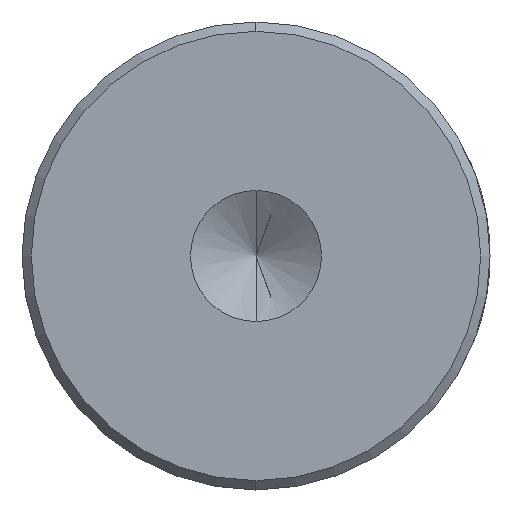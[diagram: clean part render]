
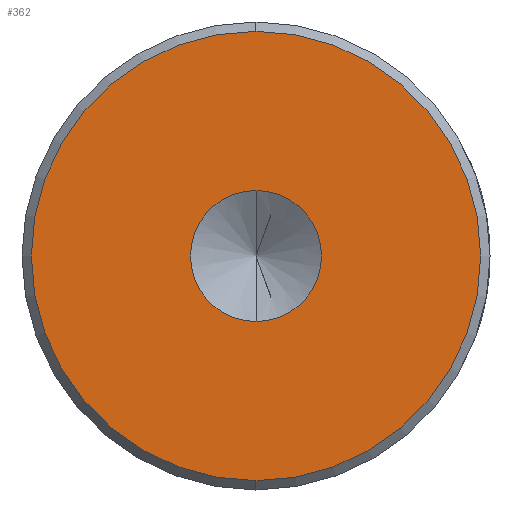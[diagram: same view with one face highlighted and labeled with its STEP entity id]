
A CAD part, left-side view. The second image highlights one B-rep face of the part: STEP entity #362.
In plain terms, the highlighted planar face has unit normal (-1, 0, 0).
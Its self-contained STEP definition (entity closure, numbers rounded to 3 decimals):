
#22 = DIRECTION ( 'NONE',  ( 0., 0., 1. ) ) ;
#33 = DIRECTION ( 'NONE',  ( -1., 0., 0. ) ) ;
#91 = AXIS2_PLACEMENT_3D ( 'NONE', #855, #33, #758 ) ;
#138 = EDGE_CURVE ( 'NONE', #1182, #1093, #896, .T. ) ;
#149 = ORIENTED_EDGE ( 'NONE', *, *, #138, .F. ) ;
#186 = AXIS2_PLACEMENT_3D ( 'NONE', #363, #1082, #473 ) ;
#209 = EDGE_CURVE ( 'NONE', #393, #1051, #558, .T. ) ;
#222 = ORIENTED_EDGE ( 'NONE', *, *, #209, .T. ) ;
#239 = EDGE_CURVE ( 'NONE', #1051, #393, #302, .T. ) ;
#296 = FACE_OUTER_BOUND ( 'NONE', #480, .T. ) ;
#302 = CIRCLE ( 'NONE', #186, 12.001 ) ;
#313 = EDGE_CURVE ( 'NONE', #1093, #1182, #1278, .T. ) ;
#320 = FACE_BOUND ( 'NONE', #881, .T. ) ;
#353 = DIRECTION ( 'NONE',  ( 0., 0., 1. ) ) ;
#362 = ADVANCED_FACE ( 'NONE', ( #296, #320 ), #1163, .T. ) ;
#363 = CARTESIAN_POINT ( 'NONE',  ( 0., 0., 0. ) ) ;
#393 = VERTEX_POINT ( 'NONE', #1272 ) ;
#456 = CARTESIAN_POINT ( 'NONE',  ( 0., 0., 0. ) ) ;
#473 = DIRECTION ( 'NONE',  ( 0., 0., 1. ) ) ;
#480 = EDGE_LOOP ( 'NONE', ( #222, #1244 ) ) ;
#558 = CIRCLE ( 'NONE', #1184, 12.001 ) ;
#574 = DIRECTION ( 'NONE',  ( 0., 0., 1. ) ) ;
#578 = AXIS2_PLACEMENT_3D ( 'NONE', #456, #1173, #574 ) ;
#650 = DIRECTION ( 'NONE',  ( -1., 0., 0. ) ) ;
#652 = CARTESIAN_POINT ( 'NONE',  ( 0., 0., 12.001 ) ) ;
#741 = AXIS2_PLACEMENT_3D ( 'NONE', #1258, #650, #22 ) ;
#758 = DIRECTION ( 'NONE',  ( 0., 0., 1. ) ) ;
#855 = CARTESIAN_POINT ( 'NONE',  ( 0., 0., 0. ) ) ;
#881 = EDGE_LOOP ( 'NONE', ( #149, #1070 ) ) ;
#896 = CIRCLE ( 'NONE', #578, 3.5 ) ;
#897 = CARTESIAN_POINT ( 'NONE',  ( 0., 0., 3.5 ) ) ;
#955 = CARTESIAN_POINT ( 'NONE',  ( 0., 0., -3.5 ) ) ;
#964 = DIRECTION ( 'NONE',  ( -1., 0., 0. ) ) ;
#1051 = VERTEX_POINT ( 'NONE', #652 ) ;
#1070 = ORIENTED_EDGE ( 'NONE', *, *, #313, .F. ) ;
#1082 = DIRECTION ( 'NONE',  ( -1., 0., 0. ) ) ;
#1093 = VERTEX_POINT ( 'NONE', #955 ) ;
#1163 = PLANE ( 'NONE',  #91 ) ;
#1173 = DIRECTION ( 'NONE',  ( -1., 0., 0. ) ) ;
#1182 = VERTEX_POINT ( 'NONE', #897 ) ;
#1184 = AXIS2_PLACEMENT_3D ( 'NONE', #1343, #964, #353 ) ;
#1244 = ORIENTED_EDGE ( 'NONE', *, *, #239, .T. ) ;
#1258 = CARTESIAN_POINT ( 'NONE',  ( 0., 0., 0. ) ) ;
#1272 = CARTESIAN_POINT ( 'NONE',  ( 0., 0., -12.001 ) ) ;
#1278 = CIRCLE ( 'NONE', #741, 3.5 ) ;
#1343 = CARTESIAN_POINT ( 'NONE',  ( 0., 0., 0. ) ) ;
